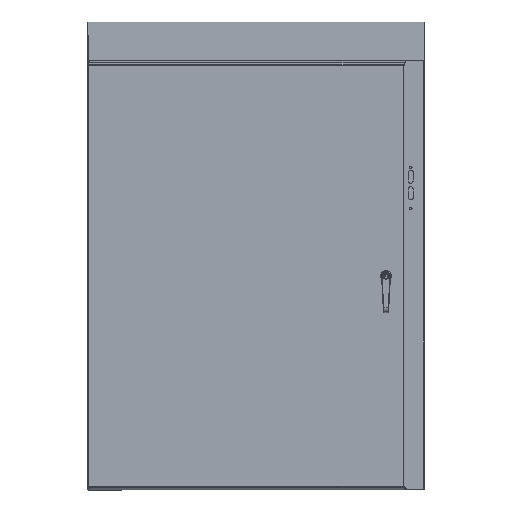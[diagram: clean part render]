
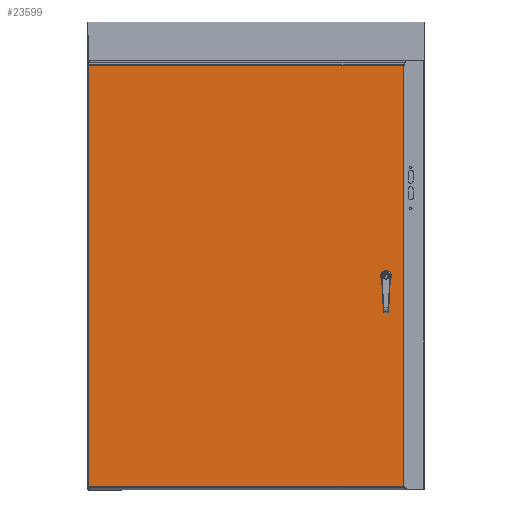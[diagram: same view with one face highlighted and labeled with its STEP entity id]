
A CAD part, top view. The second image highlights one B-rep face of the part: STEP entity #23599.
In plain terms, the highlighted planar face has unit normal (0, 0, 1).
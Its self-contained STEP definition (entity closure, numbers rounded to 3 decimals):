
#1313=PLANE('',#25220);
#2173=LINE('',#35913,#3966);
#2177=LINE('',#35925,#3970);
#2181=LINE('',#35937,#3974);
#2185=LINE('',#35947,#3978);
#2191=LINE('',#35982,#3984);
#2221=LINE('',#36272,#4014);
#2237=LINE('',#36567,#4030);
#2239=LINE('',#36571,#4032);
#3966=VECTOR('',#28361,0.427);
#3970=VECTOR('',#28373,0.427);
#3974=VECTOR('',#28385,0.427);
#3978=VECTOR('',#28397,0.427);
#3984=VECTOR('',#28407,47.646);
#4014=VECTOR('',#28459,47.646);
#4030=VECTOR('',#28493,35.602);
#4032=VECTOR('',#28499,35.602);
#5501=FACE_BOUND('',#7592,.T.);
#5502=FACE_BOUND('',#7593,.T.);
#7592=EDGE_LOOP('',(#16845,#16846,#16847,#16848,#16849,#16850,#16851,#16852));
#7593=EDGE_LOOP('',(#16853,#16854,#16855,#16856));
#9245=CIRCLE('',#25181,0.453);
#9247=CIRCLE('',#25185,0.453);
#9249=CIRCLE('',#25189,0.453);
#9251=CIRCLE('',#25193,0.453);
#10547=VERTEX_POINT('',#35904);
#10548=VERTEX_POINT('',#35906);
#10550=VERTEX_POINT('',#35912);
#10552=VERTEX_POINT('',#35918);
#10554=VERTEX_POINT('',#35924);
#10556=VERTEX_POINT('',#35930);
#10558=VERTEX_POINT('',#35936);
#10560=VERTEX_POINT('',#35942);
#10566=VERTEX_POINT('',#35959);
#10569=VERTEX_POINT('',#35974);
#10593=VERTEX_POINT('',#36230);
#10595=VERTEX_POINT('',#36271);
#12890=EDGE_CURVE('',#10548,#10547,#9245,.T.);
#12893=EDGE_CURVE('',#10550,#10548,#2173,.T.);
#12896=EDGE_CURVE('',#10552,#10550,#9247,.T.);
#12899=EDGE_CURVE('',#10554,#10552,#2177,.T.);
#12902=EDGE_CURVE('',#10556,#10554,#9249,.T.);
#12905=EDGE_CURVE('',#10558,#10556,#2181,.T.);
#12908=EDGE_CURVE('',#10560,#10558,#9251,.T.);
#12911=EDGE_CURVE('',#10547,#10560,#2185,.T.);
#12920=EDGE_CURVE('',#10566,#10569,#2191,.T.);
#12964=EDGE_CURVE('',#10595,#10593,#2221,.T.);
#12994=EDGE_CURVE('',#10569,#10595,#2237,.T.);
#12996=EDGE_CURVE('',#10593,#10566,#2239,.T.);
#16845=ORIENTED_EDGE('',*,*,#12890,.T.);
#16846=ORIENTED_EDGE('',*,*,#12911,.T.);
#16847=ORIENTED_EDGE('',*,*,#12908,.T.);
#16848=ORIENTED_EDGE('',*,*,#12905,.T.);
#16849=ORIENTED_EDGE('',*,*,#12902,.T.);
#16850=ORIENTED_EDGE('',*,*,#12899,.T.);
#16851=ORIENTED_EDGE('',*,*,#12896,.T.);
#16852=ORIENTED_EDGE('',*,*,#12893,.T.);
#16853=ORIENTED_EDGE('',*,*,#12996,.T.);
#16854=ORIENTED_EDGE('',*,*,#12920,.T.);
#16855=ORIENTED_EDGE('',*,*,#12994,.T.);
#16856=ORIENTED_EDGE('',*,*,#12964,.T.);
#23599=ADVANCED_FACE('',(#5501,#5502),#1313,.T.);
#25181=AXIS2_PLACEMENT_3D('',#35907,#28355,#28356);
#25185=AXIS2_PLACEMENT_3D('',#35919,#28367,#28368);
#25189=AXIS2_PLACEMENT_3D('',#35931,#28379,#28380);
#25193=AXIS2_PLACEMENT_3D('',#35943,#28391,#28392);
#25220=AXIS2_PLACEMENT_3D('',#36573,#28502,#28503);
#28355=DIRECTION('center_axis',(0.,0.,-1.));
#28356=DIRECTION('ref_axis',(0.882,0.471,0.));
#28361=DIRECTION('',(1.,0.,0.));
#28367=DIRECTION('center_axis',(0.,0.,-1.));
#28368=DIRECTION('ref_axis',(-0.471,0.882,0.));
#28373=DIRECTION('',(0.,1.,0.));
#28379=DIRECTION('center_axis',(0.,0.,-1.));
#28380=DIRECTION('ref_axis',(-0.882,-0.471,0.));
#28385=DIRECTION('',(-1.,0.,0.));
#28391=DIRECTION('center_axis',(0.,0.,-1.));
#28392=DIRECTION('ref_axis',(0.471,-0.882,0.));
#28397=DIRECTION('',(0.,-1.,0.));
#28407=DIRECTION('',(0.,1.,0.));
#28459=DIRECTION('',(0.,-1.,0.));
#28493=DIRECTION('',(-1.,0.,0.));
#28499=DIRECTION('',(1.,0.,0.));
#28502=DIRECTION('center_axis',(0.,0.,1.));
#28503=DIRECTION('ref_axis',(1.,0.,0.));
#35904=CARTESIAN_POINT('',(33.648,-23.183,0.074));
#35906=CARTESIAN_POINT('',(33.462,-22.997,0.074));
#35907=CARTESIAN_POINT('Origin',(33.249,-23.397,0.074));
#35912=CARTESIAN_POINT('',(33.035,-22.997,0.074));
#35913=CARTESIAN_POINT('',(25.465,-22.997,0.074));
#35918=CARTESIAN_POINT('',(32.849,-23.183,0.074));
#35919=CARTESIAN_POINT('Origin',(33.249,-23.397,0.074));
#35924=CARTESIAN_POINT('',(32.849,-23.61,0.074));
#35925=CARTESIAN_POINT('',(32.849,-23.29,0.074));
#35930=CARTESIAN_POINT('',(33.035,-23.796,0.074));
#35931=CARTESIAN_POINT('Origin',(33.249,-23.397,0.074));
#35936=CARTESIAN_POINT('',(33.462,-23.796,0.074));
#35937=CARTESIAN_POINT('',(25.251,-23.796,0.074));
#35942=CARTESIAN_POINT('',(33.648,-23.61,0.074));
#35943=CARTESIAN_POINT('Origin',(33.249,-23.397,0.074));
#35947=CARTESIAN_POINT('',(33.648,-23.504,0.074));
#35959=CARTESIAN_POINT('',(35.269,-47.22,0.074));
#35974=CARTESIAN_POINT('',(35.269,0.426,0.074));
#35982=CARTESIAN_POINT('',(35.269,-35.345,0.074));
#36230=CARTESIAN_POINT('',(-0.333,-47.22,0.074));
#36271=CARTESIAN_POINT('',(-0.333,0.426,0.074));
#36272=CARTESIAN_POINT('',(-0.333,-11.448,0.074));
#36567=CARTESIAN_POINT('',(26.368,0.426,0.074));
#36571=CARTESIAN_POINT('',(8.567,-47.22,0.074));
#36573=CARTESIAN_POINT('Origin',(17.468,-23.397,0.074));
